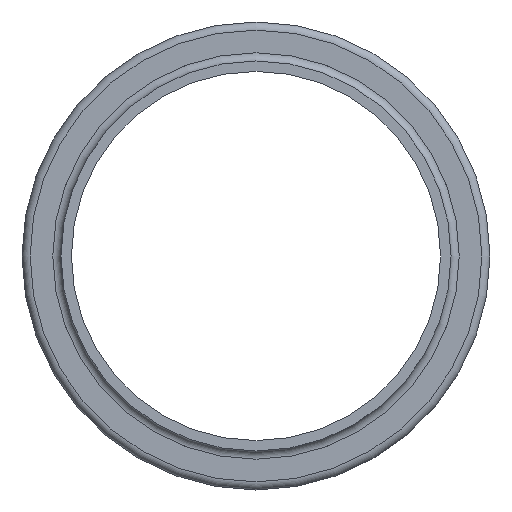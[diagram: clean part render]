
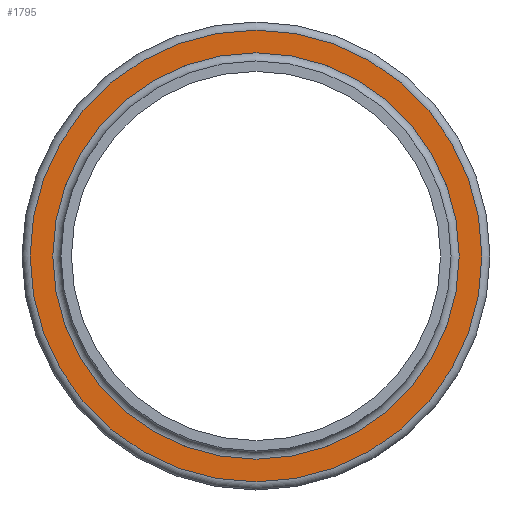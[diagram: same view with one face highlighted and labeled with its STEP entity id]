
A CAD part, front view. The second image highlights one B-rep face of the part: STEP entity #1795.
In plain terms, the highlighted planar face has unit normal (0, -1, 0).
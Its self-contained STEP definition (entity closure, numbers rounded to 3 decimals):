
#257=FACE_BOUND('',#742,.T.);
#419=FACE_OUTER_BOUND('',#741,.T.);
#741=EDGE_LOOP('',(#1551));
#742=EDGE_LOOP('',(#1552));
#905=CIRCLE('',#2119,87.251);
#906=CIRCLE('',#2121,96.98);
#1067=VERTEX_POINT('',#3254);
#1068=VERTEX_POINT('',#3257);
#1229=EDGE_CURVE('',#1067,#1067,#905,.T.);
#1230=EDGE_CURVE('',#1068,#1068,#906,.T.);
#1551=ORIENTED_EDGE('',*,*,#1230,.F.);
#1552=ORIENTED_EDGE('',*,*,#1229,.T.);
#1634=PLANE('',#2120);
#1795=ADVANCED_FACE('',(#419,#257),#1634,.T.);
#2119=AXIS2_PLACEMENT_3D('',#3255,#2765,#2766);
#2120=AXIS2_PLACEMENT_3D('',#3256,#2767,#2768);
#2121=AXIS2_PLACEMENT_3D('',#3258,#2769,#2770);
#2765=DIRECTION('center_axis',(0.,1.,0.));
#2766=DIRECTION('ref_axis',(1.,0.,0.));
#2767=DIRECTION('center_axis',(0.,-1.,0.));
#2768=DIRECTION('ref_axis',(0.,0.,-1.));
#2769=DIRECTION('center_axis',(0.,1.,0.));
#2770=DIRECTION('ref_axis',(1.,0.,0.));
#3254=CARTESIAN_POINT('',(-87.251,125.787,0.));
#3255=CARTESIAN_POINT('Origin',(0.,125.787,0.));
#3256=CARTESIAN_POINT('Origin',(-96.98,125.787,0.));
#3257=CARTESIAN_POINT('',(-96.98,125.787,0.));
#3258=CARTESIAN_POINT('Origin',(0.,125.787,0.));
